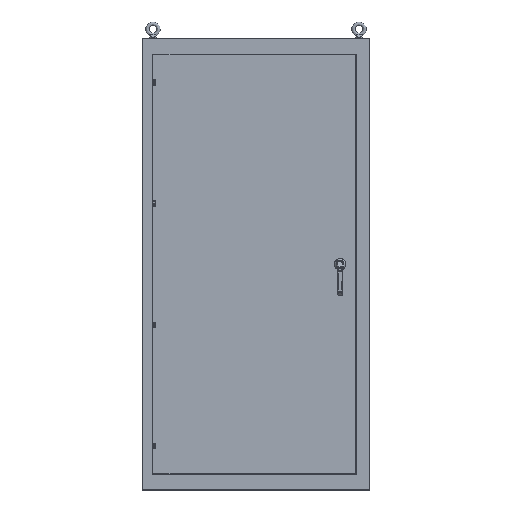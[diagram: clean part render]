
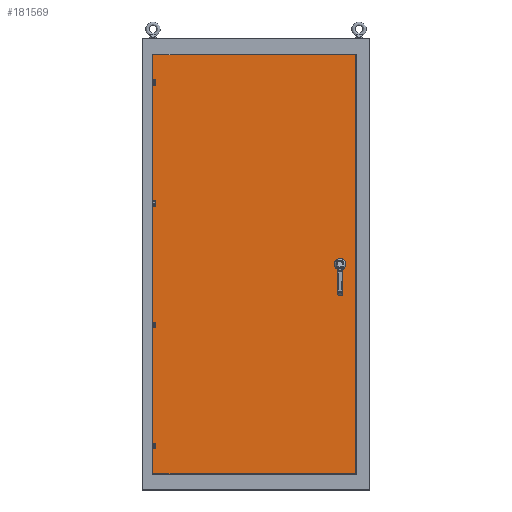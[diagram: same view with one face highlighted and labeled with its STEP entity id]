
A CAD part, top view. The second image highlights one B-rep face of the part: STEP entity #181569.
In plain terms, the highlighted planar face has unit normal (0, 0, 1).
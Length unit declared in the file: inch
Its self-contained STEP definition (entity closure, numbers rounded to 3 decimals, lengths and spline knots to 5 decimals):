
#406 = VERTEX_POINT ( 'NONE', #63995 ) ;
#4773 = VERTEX_POINT ( 'NONE', #81246 ) ;
#6898 = CARTESIAN_POINT ( 'NONE',  ( -0.2812, 37.15, 10.058 ) ) ;
#25302 = ORIENTED_EDGE ( 'NONE', *, *, #59140, .F. ) ;
#31055 = AXIS2_PLACEMENT_3D ( 'NONE', #191232, #157396, #129481 ) ;
#31965 = FACE_OUTER_BOUND ( 'NONE', #96565, .T. ) ;
#42173 = DIRECTION ( 'NONE',  ( 0., 0., 1. ) ) ;
#50496 = DIRECTION ( 'NONE',  ( -1., 0., 0. ) ) ;
#52797 = AXIS2_PLACEMENT_3D ( 'NONE', #72988, #42173, #183041 ) ;
#59140 = EDGE_CURVE ( 'NONE', #182930, #182930, #144681, .T. ) ;
#59630 = LINE ( 'NONE', #165641, #141952 ) ;
#63995 = CARTESIAN_POINT ( 'NONE',  ( 17.7125, 37.15, 10.058 ) ) ;
#66793 = FACE_BOUND ( 'NONE', #141266, .T. ) ;
#72968 = CARTESIAN_POINT ( 'NONE',  ( 17.7125, -37.15, 10.058 ) ) ;
#72988 = CARTESIAN_POINT ( 'NONE',  ( 14.90384, 0., 10.058 ) ) ;
#78395 = VECTOR ( 'NONE', #99481, 39.37008 ) ;
#80989 = ORIENTED_EDGE ( 'NONE', *, *, #169803, .F. ) ;
#81246 = CARTESIAN_POINT ( 'NONE',  ( -18.2749, -37.15, 10.058 ) ) ;
#82647 = ORIENTED_EDGE ( 'NONE', *, *, #98519, .F. ) ;
#90915 = VECTOR ( 'NONE', #194881, 39.37008 ) ;
#96565 = EDGE_LOOP ( 'NONE', ( #82647, #80989, #134227, #121899 ) ) ;
#98519 = EDGE_CURVE ( 'NONE', #122015, #4773, #177989, .T. ) ;
#99481 = DIRECTION ( 'NONE',  ( 1., 0., 0. ) ) ;
#106234 = PLANE ( 'NONE',  #31055 ) ;
#114217 = CARTESIAN_POINT ( 'NONE',  ( -0.2812, -37.15, 10.058 ) ) ;
#117072 = VECTOR ( 'NONE', #50496, 39.37008 ) ;
#118760 = CARTESIAN_POINT ( 'NONE',  ( -18.2749, 37.15, 10.058 ) ) ;
#119292 = DIRECTION ( 'NONE',  ( 0., -1., 0. ) ) ;
#121899 = ORIENTED_EDGE ( 'NONE', *, *, #144159, .F. ) ;
#122015 = VERTEX_POINT ( 'NONE', #72968 ) ;
#129481 = DIRECTION ( 'NONE',  ( 0., -1., 0. ) ) ;
#132102 = CARTESIAN_POINT ( 'NONE',  ( -18.2749, 0., 10.058 ) ) ;
#134227 = ORIENTED_EDGE ( 'NONE', *, *, #192519, .F. ) ;
#137044 = VERTEX_POINT ( 'NONE', #118760 ) ;
#141266 = EDGE_LOOP ( 'NONE', ( #25302 ) ) ;
#141952 = VECTOR ( 'NONE', #119292, 39.37008 ) ;
#144159 = EDGE_CURVE ( 'NONE', #4773, #137044, #148597, .T. ) ;
#144681 = CIRCLE ( 'NONE', #52797, 0.43307 ) ;
#148597 = LINE ( 'NONE', #132102, #90915 ) ;
#157396 = DIRECTION ( 'NONE',  ( 0., 0., -1. ) ) ;
#165641 = CARTESIAN_POINT ( 'NONE',  ( 17.7125, 0., 10.058 ) ) ;
#169803 = EDGE_CURVE ( 'NONE', #406, #122015, #59630, .T. ) ;
#174639 = LINE ( 'NONE', #6898, #78395 ) ;
#177989 = LINE ( 'NONE', #114217, #117072 ) ;
#181569 = ADVANCED_FACE ( 'NONE', ( #31965, #66793 ), #106234, .F. ) ;
#182930 = VERTEX_POINT ( 'NONE', #187012 ) ;
#183041 = DIRECTION ( 'NONE',  ( 0., 1., 0. ) ) ;
#187012 = CARTESIAN_POINT ( 'NONE',  ( 14.90384, 0.43307, 10.058 ) ) ;
#191232 = CARTESIAN_POINT ( 'NONE',  ( -0.2812, 0., 10.058 ) ) ;
#192519 = EDGE_CURVE ( 'NONE', #137044, #406, #174639, .T. ) ;
#194881 = DIRECTION ( 'NONE',  ( 0., 1., 0. ) ) ;
